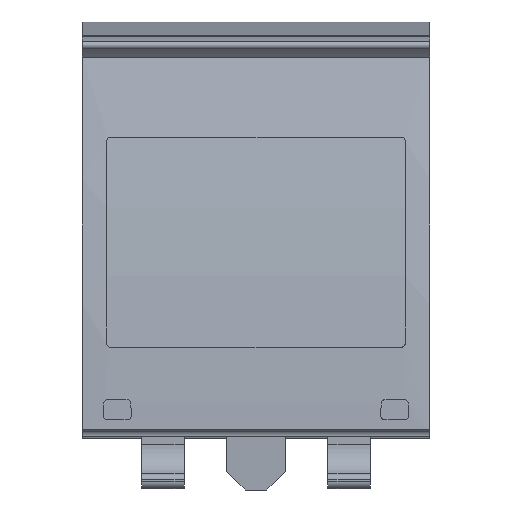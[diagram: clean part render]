
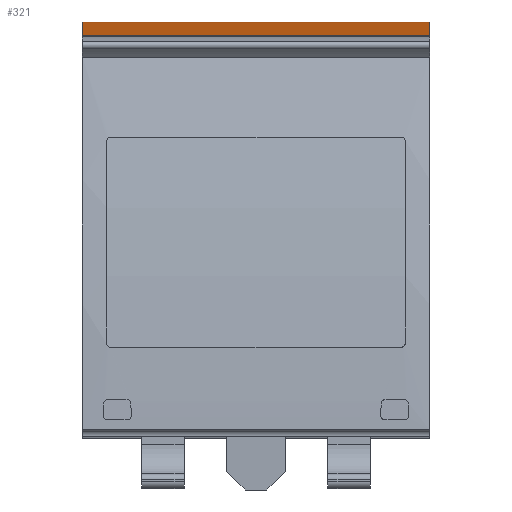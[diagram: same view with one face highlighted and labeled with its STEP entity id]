
A CAD part, top view. The second image highlights one B-rep face of the part: STEP entity #321.
In plain terms, the highlighted cylindrical face has radius 212.5 mm (diameter 425 mm), a partial arc.
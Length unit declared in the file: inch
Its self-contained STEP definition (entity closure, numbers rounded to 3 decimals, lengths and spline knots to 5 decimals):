
#51 = CARTESIAN_POINT ( 'NONE',  ( -0.45866, 0.59875, 1.21785 ) ) ;
#321 = ADVANCED_FACE ( 'NONE', ( #2211 ), #3248, .T. ) ;
#605 = ORIENTED_EDGE ( 'NONE', *, *, #986, .F. ) ;
#606 = VERTEX_POINT ( 'NONE', #2647 ) ;
#688 = EDGE_CURVE ( 'NONE', #4115, #3783, #1377, .T. ) ;
#922 = ORIENTED_EDGE ( 'NONE', *, *, #688, .F. ) ;
#986 = EDGE_CURVE ( 'NONE', #606, #4115, #3716, .T. ) ;
#1075 = EDGE_CURVE ( 'NONE', #2487, #3783, #1964, .T. ) ;
#1085 = DIRECTION ( 'NONE',  ( 0., 0., -1. ) ) ;
#1377 = CIRCLE ( 'NONE', #3070, 8.36614 ) ;
#1487 = DIRECTION ( 'NONE',  ( 1., 0., 0. ) ) ;
#1637 = CARTESIAN_POINT ( 'NONE',  ( 0.45866, 0.60715, -0.34592 ) ) ;
#1753 = CARTESIAN_POINT ( 'NONE',  ( -0.45866, 0.59875, 1.21785 ) ) ;
#1964 = LINE ( 'NONE', #1753, #2790 ) ;
#2097 = AXIS2_PLACEMENT_3D ( 'NONE', #4110, #3302, #2931 ) ;
#2211 = FACE_OUTER_BOUND ( 'NONE', #2386, .T. ) ;
#2253 = CARTESIAN_POINT ( 'NONE',  ( 0.45866, 0.59875, 1.21785 ) ) ;
#2386 = EDGE_LOOP ( 'NONE', ( #4699, #922, #605, #5334 ) ) ;
#2487 = VERTEX_POINT ( 'NONE', #51 ) ;
#2647 = CARTESIAN_POINT ( 'NONE',  ( -0.45866, 0.60715, -0.34592 ) ) ;
#2790 = VECTOR ( 'NONE', #3857, 39.37008 ) ;
#2931 = DIRECTION ( 'NONE',  ( 0., 0., -1. ) ) ;
#3044 = CIRCLE ( 'NONE', #2097, 8.36614 ) ;
#3070 = AXIS2_PLACEMENT_3D ( 'NONE', #5170, #3584, #1085 ) ;
#3137 = DIRECTION ( 'NONE',  ( 0., 0., -1. ) ) ;
#3248 = CYLINDRICAL_SURFACE ( 'NONE', #4740, 8.36614 ) ;
#3302 = DIRECTION ( 'NONE',  ( 1., 0., 0. ) ) ;
#3576 = VECTOR ( 'NONE', #4235, 39.37008 ) ;
#3584 = DIRECTION ( 'NONE',  ( 1., 0., 0. ) ) ;
#3716 = LINE ( 'NONE', #5097, #3576 ) ;
#3783 = VERTEX_POINT ( 'NONE', #2253 ) ;
#3857 = DIRECTION ( 'NONE',  ( 1., 0., 0. ) ) ;
#3968 = CARTESIAN_POINT ( 'NONE',  ( -0.45866, -7.72645, 0.39122 ) ) ;
#4110 = CARTESIAN_POINT ( 'NONE',  ( -0.45866, -7.72645, 0.39122 ) ) ;
#4115 = VERTEX_POINT ( 'NONE', #1637 ) ;
#4235 = DIRECTION ( 'NONE',  ( 1., 0., 0. ) ) ;
#4699 = ORIENTED_EDGE ( 'NONE', *, *, #1075, .T. ) ;
#4740 = AXIS2_PLACEMENT_3D ( 'NONE', #3968, #1487, #3137 ) ;
#5097 = CARTESIAN_POINT ( 'NONE',  ( -0.45866, 0.60715, -0.34592 ) ) ;
#5161 = EDGE_CURVE ( 'NONE', #606, #2487, #3044, .T. ) ;
#5170 = CARTESIAN_POINT ( 'NONE',  ( 0.45866, -7.72645, 0.39122 ) ) ;
#5334 = ORIENTED_EDGE ( 'NONE', *, *, #5161, .T. ) ;
